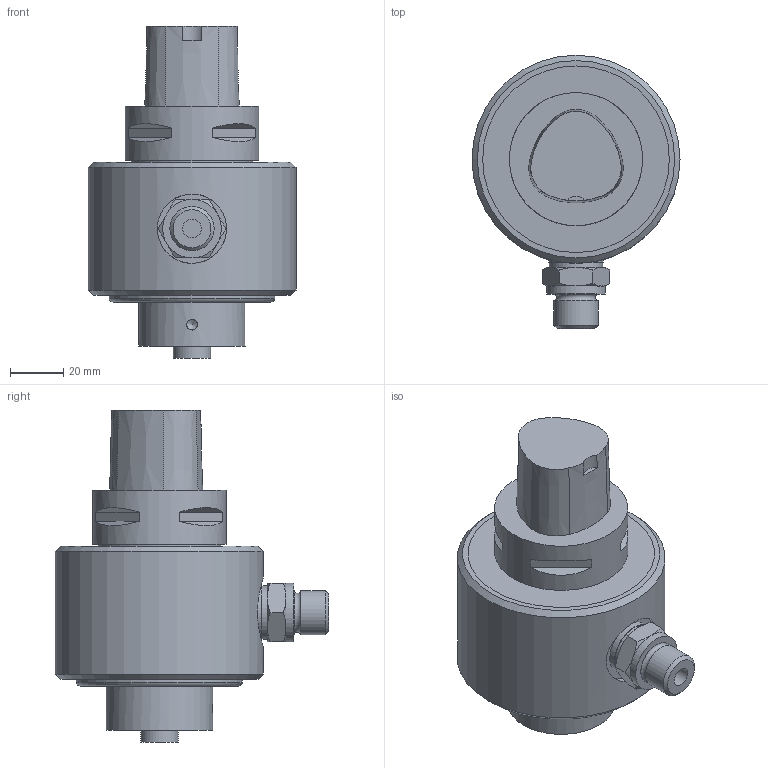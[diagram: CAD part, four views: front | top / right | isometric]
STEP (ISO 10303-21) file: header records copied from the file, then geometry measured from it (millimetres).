
FILE_DESCRIPTION(/* description */ ('3-D model version:1'),/* implementation_level */ '2;1');
FILE_NAME(/* name */ 'C5-391.02CCH-40 090',/* time_stamp */ '2016-12-02T14:14:42',/* author */ ('InteractiveCad'),/* organization */ ('AB Sandvik Coromant'),/* preprocessor_version */ 'ST-DEVELOPER v15',/* originating_system */ 'SIEMENS PLM Software NX 8.5',/* authorization */ '');
FILE_SCHEMA(('AUTOMOTIVE_DESIGN'));
Length unit declared in the file: millimetre
Products named in the file (1): C5_391_02CCH_40090_SIM
Bounding box: 78 x 102.5 x 124.5 mm (x, y, z)
Volume: 328656.3 mm3; surface area: 37276.7 mm2
Topology: 1 solids, 1 shells, 93 faces, 198 edges, 127 vertices
Faces by surface type: plane 42, cone 29, cylinder 20, torus 2
Full cylindrical faces by diameter (mm): 2.2 x2, 4 x1, 7 x1, 14 x1, 16.6 x2, 20 x1, 20.5 x1, 22 x1, 26 x1, 40 x1, 46 x1, 50 x1, 62.2 x1, 70 x2, 78 x1
Entity records: 2474 total; most frequent: CARTESIAN_POINT 526, DIRECTION 416, ORIENTED_EDGE 320, AXIS2_PLACEMENT_3D 187, EDGE_CURVE 160, EDGE_LOOP 140, VERTEX_POINT 117, ADVANCED_FACE 93
